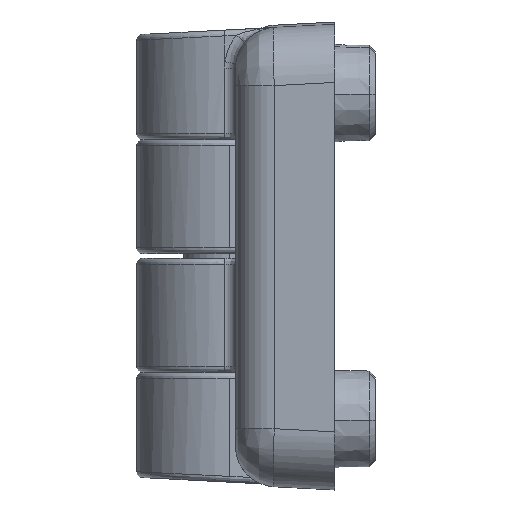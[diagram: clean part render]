
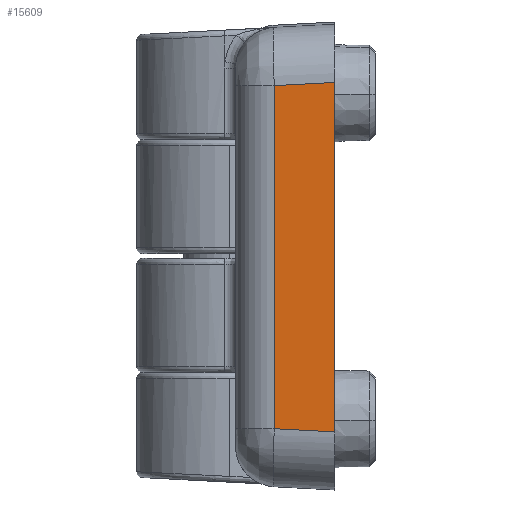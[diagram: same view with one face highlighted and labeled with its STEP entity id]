
A CAD part, left-side view. The second image highlights one B-rep face of the part: STEP entity #15609.
In plain terms, the highlighted planar face has unit normal (-0.999, 0.052, 0).
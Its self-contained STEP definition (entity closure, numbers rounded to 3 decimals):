
#323 = ORIENTED_EDGE ( 'NONE', *, *, #21105, .T. ) ;
#1555 = EDGE_CURVE ( 'NONE', #25793, #2878, #18131, .T. ) ;
#2088 = DIRECTION ( 'NONE',  ( -0.999, 0.052, 0. ) ) ;
#2878 = VERTEX_POINT ( 'NONE', #25021 ) ;
#3159 = VERTEX_POINT ( 'NONE', #23709 ) ;
#4420 = EDGE_CURVE ( 'NONE', #2878, #3159, #25614, .T. ) ;
#4598 = VECTOR ( 'NONE', #27551, 1000. ) ;
#5116 = ORIENTED_EDGE ( 'NONE', *, *, #24817, .T. ) ;
#6936 = VERTEX_POINT ( 'NONE', #26599 ) ;
#7152 = VECTOR ( 'NONE', #22490, 1000. ) ;
#11929 = CARTESIAN_POINT ( 'NONE',  ( -37.881, -10.373, 15.005 ) ) ;
#12043 = CARTESIAN_POINT ( 'NONE',  ( -37.806, -8.942, -14.934 ) ) ;
#12110 = ORIENTED_EDGE ( 'NONE', *, *, #4420, .F. ) ;
#12902 = CARTESIAN_POINT ( 'NONE',  ( -37.881, -10.373, -20.002 ) ) ;
#13942 = LINE ( 'NONE', #12902, #25791 ) ;
#15278 = ORIENTED_EDGE ( 'NONE', *, *, #1555, .F. ) ;
#15402 = CARTESIAN_POINT ( 'NONE',  ( -37.881, -10.373, -20.002 ) ) ;
#15609 = ADVANCED_FACE ( 'NONE', ( #16698 ), #22014, .T. ) ;
#16698 = FACE_OUTER_BOUND ( 'NONE', #17620, .T. ) ;
#17012 = CARTESIAN_POINT ( 'NONE',  ( -37.881, -10.373, -15.009 ) ) ;
#17620 = EDGE_LOOP ( 'NONE', ( #15278, #5116, #323, #12110 ) ) ;
#17648 = DIRECTION ( 'NONE',  ( -0.052, -0.999, 0. ) ) ;
#17916 = CARTESIAN_POINT ( 'NONE',  ( -37.61, -5.19, -20.002 ) ) ;
#18131 = LINE ( 'NONE', #12043, #24028 ) ;
#20744 = AXIS2_PLACEMENT_3D ( 'NONE', #15402, #2088, #17648 ) ;
#21105 = EDGE_CURVE ( 'NONE', #6936, #3159, #28267, .T. ) ;
#22014 = PLANE ( 'NONE',  #20744 ) ;
#22490 = DIRECTION ( 'NONE',  ( 0., 0., 1. ) ) ;
#23709 = CARTESIAN_POINT ( 'NONE',  ( -37.61, -5.19, 14.734 ) ) ;
#24028 = VECTOR ( 'NONE', #25421, 1000. ) ;
#24817 = EDGE_CURVE ( 'NONE', #25793, #6936, #13942, .T. ) ;
#25021 = CARTESIAN_POINT ( 'NONE',  ( -37.61, -5.19, -14.737 ) ) ;
#25421 = DIRECTION ( 'NONE',  ( 0.052, 0.997, 0.052 ) ) ;
#25614 = LINE ( 'NONE', #17916, #7152 ) ;
#25791 = VECTOR ( 'NONE', #28527, 1000. ) ;
#25793 = VERTEX_POINT ( 'NONE', #17012 ) ;
#26599 = CARTESIAN_POINT ( 'NONE',  ( -37.881, -10.373, 15.005 ) ) ;
#27551 = DIRECTION ( 'NONE',  ( 0.052, 0.997, -0.052 ) ) ;
#28267 = LINE ( 'NONE', #11929, #4598 ) ;
#28527 = DIRECTION ( 'NONE',  ( 0., 0., 1. ) ) ;
